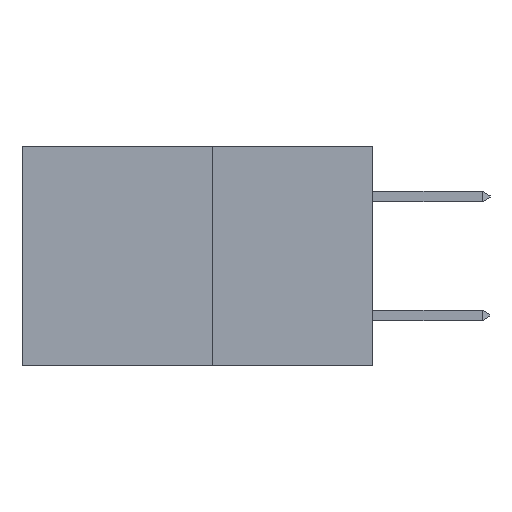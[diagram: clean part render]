
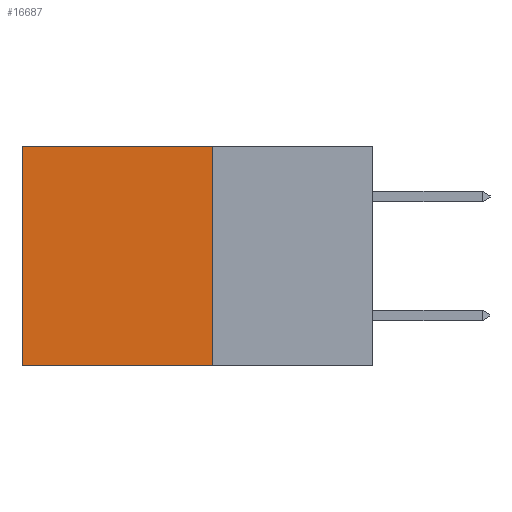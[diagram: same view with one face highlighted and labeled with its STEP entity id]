
A CAD part, left-side view. The second image highlights one B-rep face of the part: STEP entity #16687.
In plain terms, the highlighted planar face has unit normal (-1, 0, 0).
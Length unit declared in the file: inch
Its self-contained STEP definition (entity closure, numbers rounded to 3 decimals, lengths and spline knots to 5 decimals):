
#28 = LINE ( 'NONE', #1596, #4011 ) ;
#410 = VECTOR ( 'NONE', #2995, 39.37008 ) ;
#1106 = PLANE ( 'NONE',  #15526 ) ;
#1596 = CARTESIAN_POINT ( 'NONE',  ( 0.277, 0.27, -0.37 ) ) ;
#1662 = DIRECTION ( 'NONE',  ( 0., 1., 0. ) ) ;
#1672 = EDGE_CURVE ( 'NONE', #9253, #10978, #13786, .T. ) ;
#2288 = CARTESIAN_POINT ( 'NONE',  ( 0.277, 0.59, 0. ) ) ;
#2593 = ORIENTED_EDGE ( 'NONE', *, *, #18398, .T. ) ;
#2995 = DIRECTION ( 'NONE',  ( 0., 1., 0. ) ) ;
#3212 = CARTESIAN_POINT ( 'NONE',  ( 0.277, 0.59, -0.37 ) ) ;
#4011 = VECTOR ( 'NONE', #1662, 39.37008 ) ;
#4084 = VECTOR ( 'NONE', #19640, 39.37008 ) ;
#4581 = CARTESIAN_POINT ( 'NONE',  ( 0.277, 0.27, -0.37 ) ) ;
#4976 = DIRECTION ( 'NONE',  ( 0., 0., -1. ) ) ;
#5827 = EDGE_LOOP ( 'NONE', ( #2593, #20031, #18843, #15834 ) ) ;
#5953 = EDGE_CURVE ( 'NONE', #12428, #11993, #28, .T. ) ;
#6326 = DIRECTION ( 'NONE',  ( 1., 0., 0. ) ) ;
#9253 = VERTEX_POINT ( 'NONE', #11075 ) ;
#9672 = CARTESIAN_POINT ( 'NONE',  ( 0.277, 0.27, -0.37 ) ) ;
#10978 = VERTEX_POINT ( 'NONE', #2288 ) ;
#11075 = CARTESIAN_POINT ( 'NONE',  ( 0.277, 0.27, 0. ) ) ;
#11280 = EDGE_CURVE ( 'NONE', #9253, #12428, #17333, .T. ) ;
#11993 = VERTEX_POINT ( 'NONE', #18352 ) ;
#12428 = VERTEX_POINT ( 'NONE', #9672 ) ;
#13099 = CARTESIAN_POINT ( 'NONE',  ( 0.277, 0.27, -0.37 ) ) ;
#13786 = LINE ( 'NONE', #20351, #410 ) ;
#13978 = VECTOR ( 'NONE', #4976, 39.37008 ) ;
#14466 = LINE ( 'NONE', #3212, #13978 ) ;
#15019 = FACE_OUTER_BOUND ( 'NONE', #5827, .T. ) ;
#15526 = AXIS2_PLACEMENT_3D ( 'NONE', #4581, #6326, #17862 ) ;
#15834 = ORIENTED_EDGE ( 'NONE', *, *, #1672, .T. ) ;
#16687 = ADVANCED_FACE ( 'NONE', ( #15019 ), #1106, .F. ) ;
#17333 = LINE ( 'NONE', #13099, #4084 ) ;
#17862 = DIRECTION ( 'NONE',  ( 0., 0., -1. ) ) ;
#18352 = CARTESIAN_POINT ( 'NONE',  ( 0.277, 0.59, -0.37 ) ) ;
#18398 = EDGE_CURVE ( 'NONE', #10978, #11993, #14466, .T. ) ;
#18843 = ORIENTED_EDGE ( 'NONE', *, *, #11280, .F. ) ;
#19640 = DIRECTION ( 'NONE',  ( 0., 0., -1. ) ) ;
#20031 = ORIENTED_EDGE ( 'NONE', *, *, #5953, .F. ) ;
#20351 = CARTESIAN_POINT ( 'NONE',  ( 0.277, 0.27, 0. ) ) ;
